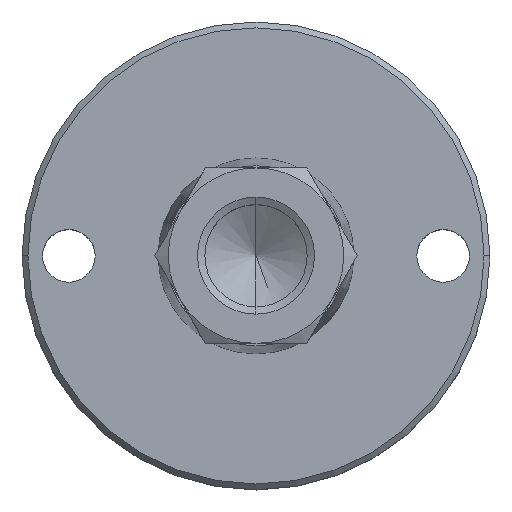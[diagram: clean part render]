
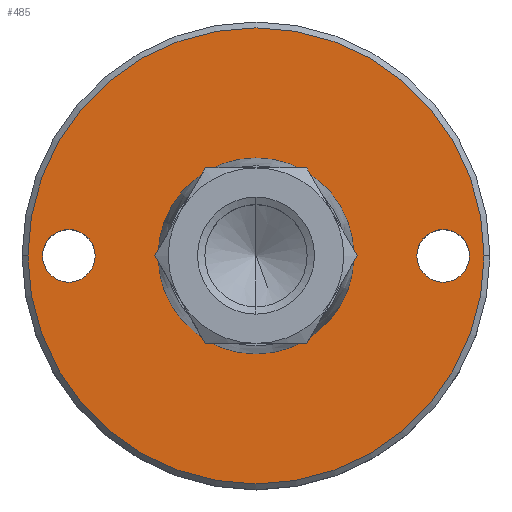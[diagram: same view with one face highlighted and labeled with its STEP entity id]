
A CAD part, top view. The second image highlights one B-rep face of the part: STEP entity #485.
In plain terms, the highlighted planar face has unit normal (0, 0, 1).
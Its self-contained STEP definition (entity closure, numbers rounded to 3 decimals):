
#261=EDGE_CURVE('',#611,#319,#679,.T.);
#277=EDGE_CURVE('',#551,#565,#696,.T.);
#301=EDGE_CURVE('',#433,#413,#721,.T.);
#319=VERTEX_POINT('',#740);
#329=EDGE_CURVE('',#373,#359,#752,.T.);
#355=EDGE_CURVE('',#359,#373,#778,.T.);
#359=VERTEX_POINT('',#782);
#373=VERTEX_POINT('',#796);
#413=VERTEX_POINT('',#842);
#417=EDGE_CURVE('',#413,#433,#846,.T.);
#433=VERTEX_POINT('',#866);
#485=ADVANCED_FACE('',(#929,#930,#931,#932),#933,.T.);
#529=EDGE_CURVE('',#565,#551,#982,.T.);
#551=VERTEX_POINT('',#1008);
#565=VERTEX_POINT('',#1024);
#601=EDGE_CURVE('',#319,#611,#1064,.T.);
#611=VERTEX_POINT('',#1077);
#679=CIRCLE('',#1166,16.75);
#696=CIRCLE('',#1199,39.);
#721=CIRCLE('',#1239,4.5);
#740=CARTESIAN_POINT('',(-16.75,0.,16.5));
#752=CIRCLE('',#1287,4.5);
#778=CIRCLE('',#1321,4.5);
#782=CARTESIAN_POINT('',(27.5,0.0,16.5));
#796=CARTESIAN_POINT('',(36.5,0.,16.5));
#842=CARTESIAN_POINT('',(-36.5,0.0,16.5));
#846=CIRCLE('',#1445,4.5);
#866=CARTESIAN_POINT('',(-27.5,0.,16.5));
#929=FACE_BOUND('',#1597,.T.);
#930=FACE_BOUND('',#1598,.T.);
#931=FACE_BOUND('',#1599,.T.);
#932=FACE_OUTER_BOUND('',#1600,.T.);
#933=PLANE('',#1601);
#982=CIRCLE('',#1693,39.);
#1008=CARTESIAN_POINT('',(39.0,0.,16.5));
#1024=CARTESIAN_POINT('',(-39.,0.,16.5));
#1064=CIRCLE('',#1832,16.75);
#1077=CARTESIAN_POINT('',(16.75,0.,16.5));
#1166=AXIS2_PLACEMENT_3D('',#1931,#1932,#1933);
#1199=AXIS2_PLACEMENT_3D('',#1951,#1952,#1953);
#1239=AXIS2_PLACEMENT_3D('',#1972,#1973,#1974);
#1287=AXIS2_PLACEMENT_3D('',#2013,#2014,#2015);
#1321=AXIS2_PLACEMENT_3D('',#2027,#2028,#2029);
#1445=AXIS2_PLACEMENT_3D('',#2084,#2085,#2086);
#1597=EDGE_LOOP('',(#2198,#2199));
#1598=EDGE_LOOP('',(#2200,#2201));
#1599=EDGE_LOOP('',(#2202,#2203));
#1600=EDGE_LOOP('',(#2204,#2205));
#1601=AXIS2_PLACEMENT_3D('',#2206,#2207,#2208);
#1693=AXIS2_PLACEMENT_3D('',#2265,#2266,#2267);
#1832=AXIS2_PLACEMENT_3D('',#2369,#2370,#2371);
#1931=CARTESIAN_POINT('',(0.,0.,16.5));
#1932=DIRECTION('',(0.,0.,1.0));
#1933=DIRECTION('',(-1.0,0.,0.));
#1951=CARTESIAN_POINT('',(0.,0.,16.5));
#1952=DIRECTION('',(0.,0.,1.0));
#1953=DIRECTION('',(-1.0,0.,0.));
#1972=CARTESIAN_POINT('',(-32.0,0.,16.5));
#1973=DIRECTION('',(0.,0.,-1.0));
#1974=DIRECTION('',(1.0,0.,0.));
#2013=CARTESIAN_POINT('',(32.0,0.,16.5));
#2014=DIRECTION('',(0.,0.,-1.0));
#2015=DIRECTION('',(1.0,0.,0.));
#2027=CARTESIAN_POINT('',(32.0,0.,16.5));
#2028=DIRECTION('',(0.,0.,-1.0));
#2029=DIRECTION('',(1.0,0.,0.));
#2084=CARTESIAN_POINT('',(-32.0,0.,16.5));
#2085=DIRECTION('',(0.,0.,-1.0));
#2086=DIRECTION('',(1.0,0.,0.));
#2198=ORIENTED_EDGE('',*,*,#355,.T.);
#2199=ORIENTED_EDGE('',*,*,#329,.T.);
#2200=ORIENTED_EDGE('',*,*,#417,.T.);
#2201=ORIENTED_EDGE('',*,*,#301,.T.);
#2202=ORIENTED_EDGE('',*,*,#601,.F.);
#2203=ORIENTED_EDGE('',*,*,#261,.F.);
#2204=ORIENTED_EDGE('',*,*,#529,.T.);
#2205=ORIENTED_EDGE('',*,*,#277,.T.);
#2206=CARTESIAN_POINT('',(-27.875,0.,16.5));
#2207=DIRECTION('',(0.,0.,1.0));
#2208=DIRECTION('',(-1.0,0.,0.0));
#2265=CARTESIAN_POINT('',(0.,0.,16.5));
#2266=DIRECTION('',(0.,0.,1.0));
#2267=DIRECTION('',(-1.0,0.,0.));
#2369=CARTESIAN_POINT('',(0.,0.,16.5));
#2370=DIRECTION('',(0.,0.,1.0));
#2371=DIRECTION('',(-1.0,0.,0.));
